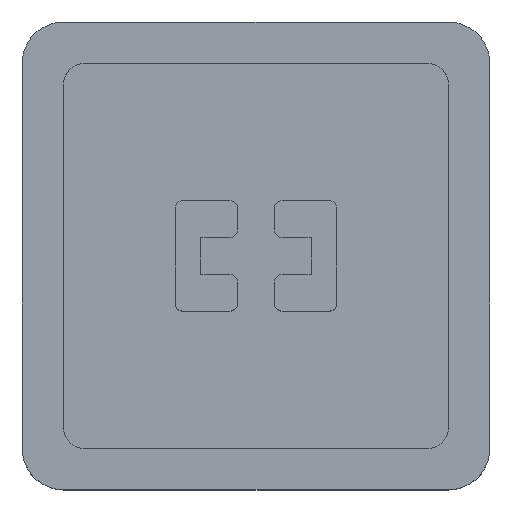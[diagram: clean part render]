
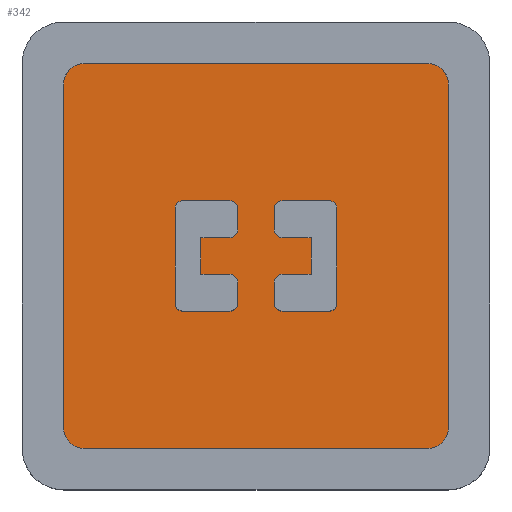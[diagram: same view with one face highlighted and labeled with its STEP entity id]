
A CAD part, top view. The second image highlights one B-rep face of the part: STEP entity #342.
In plain terms, the highlighted planar face has unit normal (0, 0, 1).
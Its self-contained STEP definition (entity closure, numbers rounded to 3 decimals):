
#27=CARTESIAN_POINT('',(0.,0.,1.6));
#28=DIRECTION('',(0.,0.,1.));
#29=DIRECTION('',(1.,0.,0.));
#30=AXIS2_PLACEMENT_3D('',#27,#28,#29);
#31=PLANE('',#30);
#32=CARTESIAN_POINT('',(-2.125,0.71,1.6));
#33=VERTEX_POINT('',#32);
#34=CARTESIAN_POINT('',(-2.125,-0.71,1.6));
#35=VERTEX_POINT('',#34);
#36=CARTESIAN_POINT('',(-2.125,0.71,1.6));
#37=DIRECTION('',(0.,-1.,0.));
#38=VECTOR('',#37,1.42);
#39=LINE('',#36,#38);
#40=EDGE_CURVE('',#33,#35,#39,.T.);
#41=ORIENTED_EDGE('',*,*,#40,.T.);
#42=CARTESIAN_POINT('',(-1.01,-0.71,1.6));
#43=VERTEX_POINT('',#42);
#44=CARTESIAN_POINT('',(-2.125,-0.71,1.6));
#45=DIRECTION('',(1.,0.,-0.));
#46=VECTOR('',#45,1.115);
#47=LINE('',#44,#46);
#48=EDGE_CURVE('',#35,#43,#47,.T.);
#49=ORIENTED_EDGE('',*,*,#48,.T.);
#50=CARTESIAN_POINT('',(-0.71,-1.01,1.6));
#51=VERTEX_POINT('',#50);
#52=CARTESIAN_POINT('',(-1.01,-1.01,1.6));
#53=DIRECTION('',(0.,0.,1.));
#54=DIRECTION('',(1.,0.,-0.));
#55=AXIS2_PLACEMENT_3D('',#52,#53,#54);
#56=CIRCLE('',#55,0.3);
#57=EDGE_CURVE('',#51,#43,#56,.T.);
#58=ORIENTED_EDGE('',*,*,#57,.F.);
#59=CARTESIAN_POINT('',(-0.71,-1.825,1.6));
#60=VERTEX_POINT('',#59);
#61=CARTESIAN_POINT('',(-0.71,-1.01,1.6));
#62=DIRECTION('',(0.,-1.,0.));
#63=VECTOR('',#62,0.815);
#64=LINE('',#61,#63);
#65=EDGE_CURVE('',#51,#60,#64,.T.);
#66=ORIENTED_EDGE('',*,*,#65,.T.);
#67=CARTESIAN_POINT('',(-1.01,-2.125,1.6));
#68=VERTEX_POINT('',#67);
#69=CARTESIAN_POINT('',(-1.01,-1.825,1.6));
#70=DIRECTION('',(0.,0.,1.));
#71=DIRECTION('',(1.,0.,-0.));
#72=AXIS2_PLACEMENT_3D('',#69,#70,#71);
#73=CIRCLE('',#72,0.3);
#74=EDGE_CURVE('',#68,#60,#73,.T.);
#75=ORIENTED_EDGE('',*,*,#74,.F.);
#76=CARTESIAN_POINT('',(-2.825,-2.125,1.6));
#77=VERTEX_POINT('',#76);
#78=CARTESIAN_POINT('',(-2.825,-2.125,1.6));
#79=DIRECTION('',(1.,0.,-0.));
#80=VECTOR('',#79,1.815);
#81=LINE('',#78,#80);
#82=EDGE_CURVE('',#77,#68,#81,.T.);
#83=ORIENTED_EDGE('',*,*,#82,.F.);
#84=CARTESIAN_POINT('',(-3.125,-1.825,1.6));
#85=VERTEX_POINT('',#84);
#86=CARTESIAN_POINT('',(-2.825,-1.825,1.6));
#87=DIRECTION('',(0.,0.,1.));
#88=DIRECTION('',(1.,0.,-0.));
#89=AXIS2_PLACEMENT_3D('',#86,#87,#88);
#90=CIRCLE('',#89,0.3);
#91=EDGE_CURVE('',#85,#77,#90,.T.);
#92=ORIENTED_EDGE('',*,*,#91,.F.);
#93=CARTESIAN_POINT('',(-3.125,1.825,1.6));
#94=VERTEX_POINT('',#93);
#95=CARTESIAN_POINT('',(-3.125,-1.825,1.6));
#96=DIRECTION('',(0.,1.,0.));
#97=VECTOR('',#96,3.65);
#98=LINE('',#95,#97);
#99=EDGE_CURVE('',#85,#94,#98,.T.);
#100=ORIENTED_EDGE('',*,*,#99,.T.);
#101=CARTESIAN_POINT('',(-2.825,2.125,1.6));
#102=VERTEX_POINT('',#101);
#103=CARTESIAN_POINT('',(-2.825,1.825,1.6));
#104=DIRECTION('',(0.,0.,1.));
#105=DIRECTION('',(1.,0.,-0.));
#106=AXIS2_PLACEMENT_3D('',#103,#104,#105);
#107=CIRCLE('',#106,0.3);
#108=EDGE_CURVE('',#102,#94,#107,.T.);
#109=ORIENTED_EDGE('',*,*,#108,.F.);
#110=CARTESIAN_POINT('',(-1.01,2.125,1.6));
#111=VERTEX_POINT('',#110);
#112=CARTESIAN_POINT('',(-1.01,2.125,1.6));
#113=DIRECTION('',(-1.,0.,0.));
#114=VECTOR('',#113,1.815);
#115=LINE('',#112,#114);
#116=EDGE_CURVE('',#111,#102,#115,.T.);
#117=ORIENTED_EDGE('',*,*,#116,.F.);
#118=CARTESIAN_POINT('',(-0.71,1.825,1.6));
#119=VERTEX_POINT('',#118);
#120=CARTESIAN_POINT('',(-1.01,1.825,1.6));
#121=DIRECTION('',(0.,0.,1.));
#122=DIRECTION('',(1.,0.,-0.));
#123=AXIS2_PLACEMENT_3D('',#120,#121,#122);
#124=CIRCLE('',#123,0.3);
#125=EDGE_CURVE('',#119,#111,#124,.T.);
#126=ORIENTED_EDGE('',*,*,#125,.F.);
#127=CARTESIAN_POINT('',(-0.71,1.01,1.6));
#128=VERTEX_POINT('',#127);
#129=CARTESIAN_POINT('',(-0.71,1.825,1.6));
#130=DIRECTION('',(0.,-1.,0.));
#131=VECTOR('',#130,0.815);
#132=LINE('',#129,#131);
#133=EDGE_CURVE('',#119,#128,#132,.T.);
#134=ORIENTED_EDGE('',*,*,#133,.T.);
#135=CARTESIAN_POINT('',(-1.01,0.71,1.6));
#136=VERTEX_POINT('',#135);
#137=CARTESIAN_POINT('',(-1.01,1.01,1.6));
#138=DIRECTION('',(0.,0.,1.));
#139=DIRECTION('',(1.,0.,-0.));
#140=AXIS2_PLACEMENT_3D('',#137,#138,#139);
#141=CIRCLE('',#140,0.3);
#142=EDGE_CURVE('',#136,#128,#141,.T.);
#143=ORIENTED_EDGE('',*,*,#142,.F.);
#144=CARTESIAN_POINT('',(-1.01,0.71,1.6));
#145=DIRECTION('',(-1.,0.,0.));
#146=VECTOR('',#145,1.115);
#147=LINE('',#144,#146);
#148=EDGE_CURVE('',#136,#33,#147,.T.);
#149=ORIENTED_EDGE('',*,*,#148,.T.);
#150=EDGE_LOOP('',(#41,#49,#58,#66,#75,#83,#92,#100,#109,#117,#126,#134,#143,#149));
#151=FACE_BOUND('',#150,.T.);
#152=CARTESIAN_POINT('',(6.625,-7.425,1.6));
#153=VERTEX_POINT('',#152);
#154=CARTESIAN_POINT('',(7.425,-6.625,1.6));
#155=VERTEX_POINT('',#154);
#156=CARTESIAN_POINT('',(6.625,-6.625,1.6));
#157=DIRECTION('',(0.,0.,1.));
#158=DIRECTION('',(1.,0.,-0.));
#159=AXIS2_PLACEMENT_3D('',#156,#157,#158);
#160=CIRCLE('',#159,0.8);
#161=EDGE_CURVE('',#153,#155,#160,.T.);
#162=ORIENTED_EDGE('',*,*,#161,.T.);
#163=CARTESIAN_POINT('',(7.425,6.625,1.6));
#164=VERTEX_POINT('',#163);
#165=CARTESIAN_POINT('',(7.425,-6.625,1.6));
#166=DIRECTION('',(0.,1.,0.));
#167=VECTOR('',#166,13.25);
#168=LINE('',#165,#167);
#169=EDGE_CURVE('',#155,#164,#168,.T.);
#170=ORIENTED_EDGE('',*,*,#169,.T.);
#171=CARTESIAN_POINT('',(6.625,7.425,1.6));
#172=VERTEX_POINT('',#171);
#173=CARTESIAN_POINT('',(6.625,6.625,1.6));
#174=DIRECTION('',(0.,0.,1.));
#175=DIRECTION('',(1.,0.,-0.));
#176=AXIS2_PLACEMENT_3D('',#173,#174,#175);
#177=CIRCLE('',#176,0.8);
#178=EDGE_CURVE('',#164,#172,#177,.T.);
#179=ORIENTED_EDGE('',*,*,#178,.T.);
#180=CARTESIAN_POINT('',(-6.625,7.425,1.6));
#181=VERTEX_POINT('',#180);
#182=CARTESIAN_POINT('',(6.625,7.425,1.6));
#183=DIRECTION('',(-1.,0.,0.));
#184=VECTOR('',#183,13.25);
#185=LINE('',#182,#184);
#186=EDGE_CURVE('',#172,#181,#185,.T.);
#187=ORIENTED_EDGE('',*,*,#186,.T.);
#188=CARTESIAN_POINT('',(-7.425,6.625,1.6));
#189=VERTEX_POINT('',#188);
#190=CARTESIAN_POINT('',(-6.625,6.625,1.6));
#191=DIRECTION('',(0.,0.,1.));
#192=DIRECTION('',(1.,0.,-0.));
#193=AXIS2_PLACEMENT_3D('',#190,#191,#192);
#194=CIRCLE('',#193,0.8);
#195=EDGE_CURVE('',#181,#189,#194,.T.);
#196=ORIENTED_EDGE('',*,*,#195,.T.);
#197=CARTESIAN_POINT('',(-7.425,-6.625,1.6));
#198=VERTEX_POINT('',#197);
#199=CARTESIAN_POINT('',(-7.425,-6.625,1.6));
#200=DIRECTION('',(0.,1.,0.));
#201=VECTOR('',#200,13.25);
#202=LINE('',#199,#201);
#203=EDGE_CURVE('',#198,#189,#202,.T.);
#204=ORIENTED_EDGE('',*,*,#203,.F.);
#205=CARTESIAN_POINT('',(-6.625,-7.425,1.6));
#206=VERTEX_POINT('',#205);
#207=CARTESIAN_POINT('',(-6.625,-6.625,1.6));
#208=DIRECTION('',(0.,0.,1.));
#209=DIRECTION('',(1.,0.,-0.));
#210=AXIS2_PLACEMENT_3D('',#207,#208,#209);
#211=CIRCLE('',#210,0.8);
#212=EDGE_CURVE('',#198,#206,#211,.T.);
#213=ORIENTED_EDGE('',*,*,#212,.T.);
#214=CARTESIAN_POINT('',(6.625,-7.425,1.6));
#215=DIRECTION('',(-1.,0.,0.));
#216=VECTOR('',#215,13.25);
#217=LINE('',#214,#216);
#218=EDGE_CURVE('',#153,#206,#217,.T.);
#219=ORIENTED_EDGE('',*,*,#218,.F.);
#220=EDGE_LOOP('',(#162,#170,#179,#187,#196,#204,#213,#219));
#221=FACE_BOUND('',#220,.T.);
#222=CARTESIAN_POINT('',(3.125,-1.825,1.6));
#223=VERTEX_POINT('',#222);
#224=CARTESIAN_POINT('',(3.125,1.825,1.6));
#225=VERTEX_POINT('',#224);
#226=CARTESIAN_POINT('',(3.125,-1.825,1.6));
#227=DIRECTION('',(0.,1.,0.));
#228=VECTOR('',#227,3.65);
#229=LINE('',#226,#228);
#230=EDGE_CURVE('',#223,#225,#229,.T.);
#231=ORIENTED_EDGE('',*,*,#230,.F.);
#232=CARTESIAN_POINT('',(2.825,-2.125,1.6));
#233=VERTEX_POINT('',#232);
#234=CARTESIAN_POINT('',(2.825,-1.825,1.6));
#235=DIRECTION('',(0.,0.,1.));
#236=DIRECTION('',(1.,0.,-0.));
#237=AXIS2_PLACEMENT_3D('',#234,#235,#236);
#238=CIRCLE('',#237,0.3);
#239=EDGE_CURVE('',#233,#223,#238,.T.);
#240=ORIENTED_EDGE('',*,*,#239,.F.);
#241=CARTESIAN_POINT('',(1.01,-2.125,1.6));
#242=VERTEX_POINT('',#241);
#243=CARTESIAN_POINT('',(2.825,-2.125,1.6));
#244=DIRECTION('',(-1.,0.,0.));
#245=VECTOR('',#244,1.815);
#246=LINE('',#243,#245);
#247=EDGE_CURVE('',#233,#242,#246,.T.);
#248=ORIENTED_EDGE('',*,*,#247,.T.);
#249=CARTESIAN_POINT('',(0.71,-1.825,1.6));
#250=VERTEX_POINT('',#249);
#251=CARTESIAN_POINT('',(1.01,-1.825,1.6));
#252=DIRECTION('',(0.,0.,1.));
#253=DIRECTION('',(1.,0.,-0.));
#254=AXIS2_PLACEMENT_3D('',#251,#252,#253);
#255=CIRCLE('',#254,0.3);
#256=EDGE_CURVE('',#250,#242,#255,.T.);
#257=ORIENTED_EDGE('',*,*,#256,.F.);
#258=CARTESIAN_POINT('',(0.71,-1.01,1.6));
#259=VERTEX_POINT('',#258);
#260=CARTESIAN_POINT('',(0.71,-1.825,1.6));
#261=DIRECTION('',(0.,1.,0.));
#262=VECTOR('',#261,0.815);
#263=LINE('',#260,#262);
#264=EDGE_CURVE('',#250,#259,#263,.T.);
#265=ORIENTED_EDGE('',*,*,#264,.T.);
#266=CARTESIAN_POINT('',(1.01,-0.71,1.6));
#267=VERTEX_POINT('',#266);
#268=CARTESIAN_POINT('',(1.01,-1.01,1.6));
#269=DIRECTION('',(0.,0.,1.));
#270=DIRECTION('',(1.,0.,-0.));
#271=AXIS2_PLACEMENT_3D('',#268,#269,#270);
#272=CIRCLE('',#271,0.3);
#273=EDGE_CURVE('',#267,#259,#272,.T.);
#274=ORIENTED_EDGE('',*,*,#273,.F.);
#275=CARTESIAN_POINT('',(2.125,-0.71,1.6));
#276=VERTEX_POINT('',#275);
#277=CARTESIAN_POINT('',(1.01,-0.71,1.6));
#278=DIRECTION('',(1.,0.,-0.));
#279=VECTOR('',#278,1.115);
#280=LINE('',#277,#279);
#281=EDGE_CURVE('',#267,#276,#280,.T.);
#282=ORIENTED_EDGE('',*,*,#281,.T.);
#283=CARTESIAN_POINT('',(2.125,0.71,1.6));
#284=VERTEX_POINT('',#283);
#285=CARTESIAN_POINT('',(2.125,-0.71,1.6));
#286=DIRECTION('',(0.,1.,0.));
#287=VECTOR('',#286,1.42);
#288=LINE('',#285,#287);
#289=EDGE_CURVE('',#276,#284,#288,.T.);
#290=ORIENTED_EDGE('',*,*,#289,.T.);
#291=CARTESIAN_POINT('',(1.01,0.71,1.6));
#292=VERTEX_POINT('',#291);
#293=CARTESIAN_POINT('',(2.125,0.71,1.6));
#294=DIRECTION('',(-1.,0.,0.));
#295=VECTOR('',#294,1.115);
#296=LINE('',#293,#295);
#297=EDGE_CURVE('',#284,#292,#296,.T.);
#298=ORIENTED_EDGE('',*,*,#297,.T.);
#299=CARTESIAN_POINT('',(0.71,1.01,1.6));
#300=VERTEX_POINT('',#299);
#301=CARTESIAN_POINT('',(1.01,1.01,1.6));
#302=DIRECTION('',(0.,0.,1.));
#303=DIRECTION('',(1.,0.,-0.));
#304=AXIS2_PLACEMENT_3D('',#301,#302,#303);
#305=CIRCLE('',#304,0.3);
#306=EDGE_CURVE('',#300,#292,#305,.T.);
#307=ORIENTED_EDGE('',*,*,#306,.F.);
#308=CARTESIAN_POINT('',(0.71,1.825,1.6));
#309=VERTEX_POINT('',#308);
#310=CARTESIAN_POINT('',(0.71,1.01,1.6));
#311=DIRECTION('',(0.,1.,0.));
#312=VECTOR('',#311,0.815);
#313=LINE('',#310,#312);
#314=EDGE_CURVE('',#300,#309,#313,.T.);
#315=ORIENTED_EDGE('',*,*,#314,.T.);
#316=CARTESIAN_POINT('',(1.01,2.125,1.6));
#317=VERTEX_POINT('',#316);
#318=CARTESIAN_POINT('',(1.01,1.825,1.6));
#319=DIRECTION('',(0.,0.,1.));
#320=DIRECTION('',(1.,0.,-0.));
#321=AXIS2_PLACEMENT_3D('',#318,#319,#320);
#322=CIRCLE('',#321,0.3);
#323=EDGE_CURVE('',#317,#309,#322,.T.);
#324=ORIENTED_EDGE('',*,*,#323,.F.);
#325=CARTESIAN_POINT('',(2.825,2.125,1.6));
#326=VERTEX_POINT('',#325);
#327=CARTESIAN_POINT('',(2.825,2.125,1.6));
#328=DIRECTION('',(-1.,-0.,0.));
#329=VECTOR('',#328,1.815);
#330=LINE('',#327,#329);
#331=EDGE_CURVE('',#326,#317,#330,.T.);
#332=ORIENTED_EDGE('',*,*,#331,.F.);
#333=CARTESIAN_POINT('',(2.825,1.825,1.6));
#334=DIRECTION('',(0.,0.,1.));
#335=DIRECTION('',(1.,0.,-0.));
#336=AXIS2_PLACEMENT_3D('',#333,#334,#335);
#337=CIRCLE('',#336,0.3);
#338=EDGE_CURVE('',#225,#326,#337,.T.);
#339=ORIENTED_EDGE('',*,*,#338,.F.);
#340=EDGE_LOOP('',(#231,#240,#248,#257,#265,#274,#282,#290,#298,#307,#315,#324,#332,#339));
#341=FACE_BOUND('',#340,.T.);
#342=ADVANCED_FACE('',(#151,#221,#341),#31,.T.);
